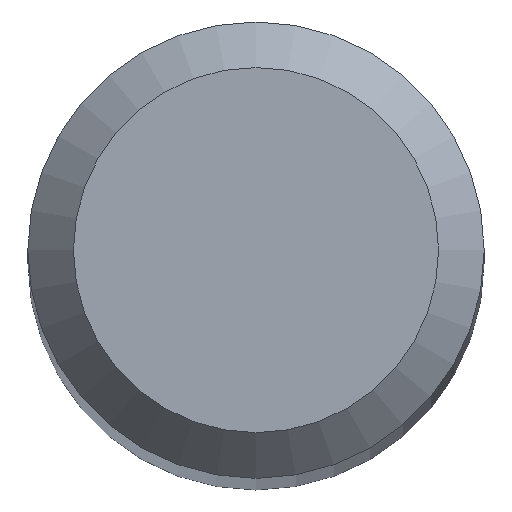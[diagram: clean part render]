
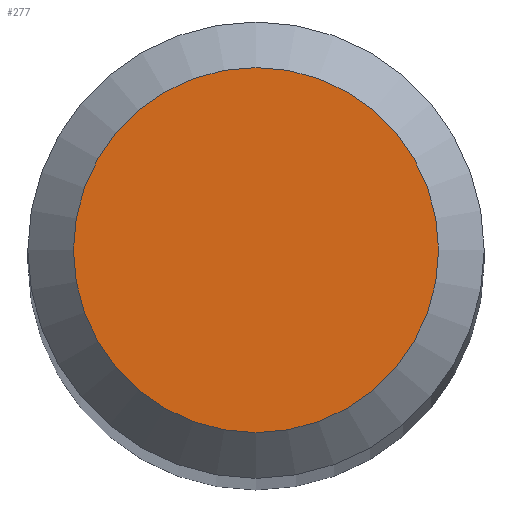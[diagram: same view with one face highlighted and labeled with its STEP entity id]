
A CAD part, top view. The second image highlights one B-rep face of the part: STEP entity #277.
In plain terms, the highlighted planar face has unit normal (0, 0, 1).
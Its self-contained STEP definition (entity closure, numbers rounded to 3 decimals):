
#41 = CARTESIAN_POINT ( 'NONE',  ( 0., 0., 38. ) ) ;
#134 = DIRECTION ( 'NONE',  ( 0., 1., 0. ) ) ;
#167 = CARTESIAN_POINT ( 'NONE',  ( 0., 0., 38. ) ) ;
#171 = AXIS2_PLACEMENT_3D ( 'NONE', #41, #250, #228 ) ;
#184 = EDGE_CURVE ( 'NONE', #285, #285, #224, .T. ) ;
#199 = AXIS2_PLACEMENT_3D ( 'NONE', #167, #274, #134 ) ;
#204 = FACE_OUTER_BOUND ( 'NONE', #262, .T. ) ;
#224 = CIRCLE ( 'NONE', #171, 0.8 ) ;
#228 = DIRECTION ( 'NONE',  ( 0., 1., 0. ) ) ;
#250 = DIRECTION ( 'NONE',  ( 0., 0., -1. ) ) ;
#252 = PLANE ( 'NONE',  #199 ) ;
#262 = EDGE_LOOP ( 'NONE', ( #294 ) ) ;
#274 = DIRECTION ( 'NONE',  ( 0., 0., -1. ) ) ;
#277 = ADVANCED_FACE ( 'NONE', ( #204 ), #252, .F. ) ;
#280 = CARTESIAN_POINT ( 'NONE',  ( 0., 0.8, 38. ) ) ;
#285 = VERTEX_POINT ( 'NONE', #280 ) ;
#294 = ORIENTED_EDGE ( 'NONE', *, *, #184, .F. ) ;
